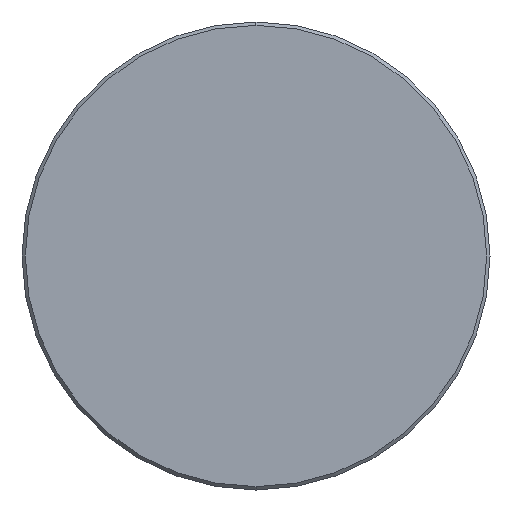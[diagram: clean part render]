
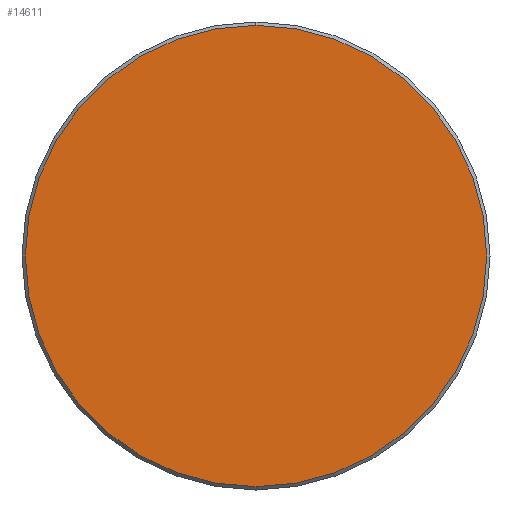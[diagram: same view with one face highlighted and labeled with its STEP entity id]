
A CAD part, left-side view. The second image highlights one B-rep face of the part: STEP entity #14611.
In plain terms, the highlighted planar face has unit normal (-1, 0, 0).
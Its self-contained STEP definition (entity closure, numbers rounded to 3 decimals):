
#871 = CARTESIAN_POINT ( 'NONE',  ( -68.902, 1.163, 119.02 ) ) ;
#2616 = DIRECTION ( 'NONE',  ( 0., 0., 1. ) ) ;
#2670 = DIRECTION ( 'NONE',  ( 1., 0., 0. ) ) ;
#2929 = VERTEX_POINT ( 'NONE', #5654 ) ;
#3656 = DIRECTION ( 'NONE',  ( -1., 0., 0. ) ) ;
#5067 = ORIENTED_EDGE ( 'NONE', *, *, #6800, .T. ) ;
#5654 = CARTESIAN_POINT ( 'NONE',  ( -68.902, 1.163, 153.52 ) ) ;
#5999 = CARTESIAN_POINT ( 'NONE',  ( -68.902, 1.163, 119.02 ) ) ;
#6800 = EDGE_CURVE ( 'NONE', #2929, #10113, #9470, .T. ) ;
#7108 = DIRECTION ( 'NONE',  ( 0., 0., -1. ) ) ;
#7318 = EDGE_LOOP ( 'NONE', ( #10846, #5067 ) ) ;
#8554 = DIRECTION ( 'NONE',  ( -1., 0., 0. ) ) ;
#8964 = CARTESIAN_POINT ( 'NONE',  ( -68.902, 1.163, 84.52 ) ) ;
#9127 = CARTESIAN_POINT ( 'NONE',  ( -68.902, 1.163, 119.02 ) ) ;
#9247 = FACE_OUTER_BOUND ( 'NONE', #7318, .T. ) ;
#9470 = CIRCLE ( 'NONE', #12770, 34.5 ) ;
#10113 = VERTEX_POINT ( 'NONE', #8964 ) ;
#10121 = CIRCLE ( 'NONE', #11302, 34.5 ) ;
#10846 = ORIENTED_EDGE ( 'NONE', *, *, #11127, .T. ) ;
#11127 = EDGE_CURVE ( 'NONE', #10113, #2929, #10121, .T. ) ;
#11302 = AXIS2_PLACEMENT_3D ( 'NONE', #871, #8554, #11884 ) ;
#11773 = PLANE ( 'NONE',  #11885 ) ;
#11884 = DIRECTION ( 'NONE',  ( 0., 0., 1. ) ) ;
#11885 = AXIS2_PLACEMENT_3D ( 'NONE', #5999, #2670, #7108 ) ;
#12770 = AXIS2_PLACEMENT_3D ( 'NONE', #9127, #3656, #2616 ) ;
#14611 = ADVANCED_FACE ( 'NONE', ( #9247 ), #11773, .F. ) ;
